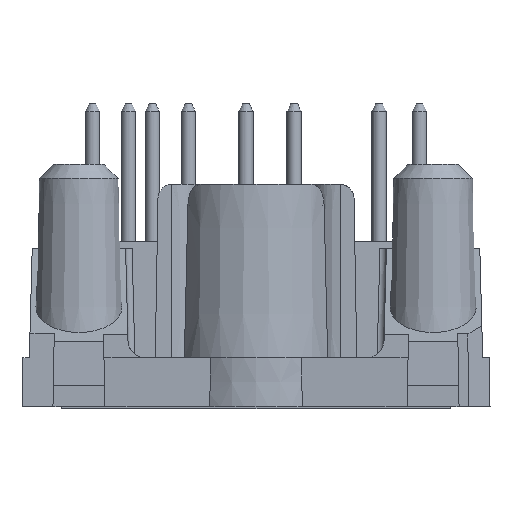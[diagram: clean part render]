
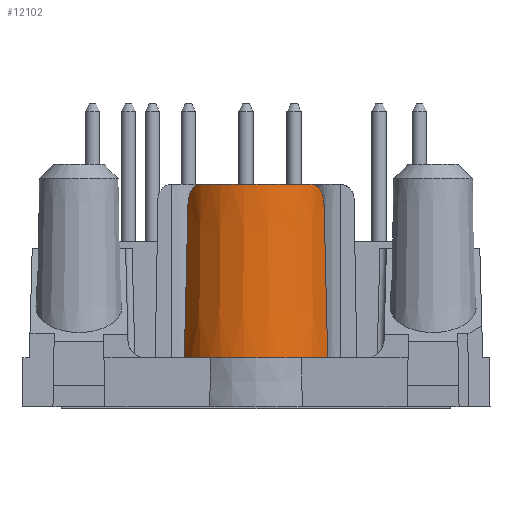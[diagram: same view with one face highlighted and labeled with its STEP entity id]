
A CAD part, left-side view. The second image highlights one B-rep face of the part: STEP entity #12102.
In plain terms, the highlighted conical face has half-angle 1 degrees and reference radius 5.5 mm.
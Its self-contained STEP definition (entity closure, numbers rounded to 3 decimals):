
#110=B_SPLINE_CURVE_WITH_KNOTS('',3,(#16182,#16183,#16184,#16185,#16186,
#16187,#16188,#16189,#16190,#16191,#16192,#16193,#16194,#16195,#16196,#16197,
#16198,#16199,#16200,#16201,#16202,#16203,#16204,#16205,#16206,#16207,#16208,
#16209,#16210,#16211,#16212,#16213,#16214,#16215,#16216,#16217,#16218,#16219,
#16220,#16221),.UNSPECIFIED.,.F.,.F.,(4,1,1,2,2,2,1,1,2,1,2,2,1,1,2,2,2,
2,1,2,2,2,1,1,4),(0.,0.062,0.125,0.187,
0.203,0.219,0.25,0.312,
0.375,0.406,0.422,0.437,
0.5,0.562,0.625,0.641,
0.656,0.687,0.75,0.812,
0.844,0.859,0.875,0.937,
1.),.UNSPECIFIED.);
#112=B_SPLINE_CURVE_WITH_KNOTS('',3,(#16271,#16272,#16273,#16274,#16275,
#16276,#16277,#16278,#16279,#16280,#16281,#16282,#16283,#16284,#16285,#16286,
#16287,#16288,#16289,#16290,#16291,#16292,#16293,#16294,#16295,#16296,#16297,
#16298,#16299,#16300,#16301,#16302,#16303,#16304,#16305,#16306),
 .UNSPECIFIED.,.F.,.F.,(4,1,1,2,2,1,1,2,2,2,1,1,2,2,2,1,1,2,1,2,2,1,4),
(0.,0.062,0.125,0.187,0.219,
0.25,0.312,0.375,0.406,
0.437,0.5,0.562,0.625,
0.641,0.656,0.687,0.75,
0.812,0.844,0.859,0.875,
0.937,1.),.UNSPECIFIED.);
#121=B_SPLINE_CURVE_WITH_KNOTS('',3,(#16615,#16616,#16617,#16618),
 .UNSPECIFIED.,.F.,.F.,(4,4),(0.,1.),.PIECEWISE_BEZIER_KNOTS.);
#124=B_SPLINE_CURVE_WITH_KNOTS('',3,(#16636,#16637,#16638,#16639),
 .UNSPECIFIED.,.F.,.F.,(4,4),(0.,1.),.PIECEWISE_BEZIER_KNOTS.);
#2030=CONICAL_SURFACE('',#12779,5.5,0.017);
#2326=ORIENTED_EDGE('',*,*,#4799,.T.);
#2327=ORIENTED_EDGE('',*,*,#4804,.F.);
#2328=ORIENTED_EDGE('',*,*,#4805,.F.);
#2329=ORIENTED_EDGE('',*,*,#4806,.F.);
#2330=ORIENTED_EDGE('',*,*,#4793,.F.);
#2331=ORIENTED_EDGE('',*,*,#4722,.F.);
#2332=ORIENTED_EDGE('',*,*,#4718,.T.);
#2333=ORIENTED_EDGE('',*,*,#4716,.F.);
#4716=EDGE_CURVE('',#5996,#5997,#110,.T.);
#4718=EDGE_CURVE('',#5998,#5997,#6888,.F.);
#4722=EDGE_CURVE('',#5998,#6001,#112,.T.);
#4793=EDGE_CURVE('',#6001,#6042,#121,.T.);
#4799=EDGE_CURVE('',#5996,#6045,#124,.T.);
#4804=EDGE_CURVE('',#6050,#6045,#6914,.T.);
#4805=EDGE_CURVE('',#6051,#6050,#6915,.T.);
#4806=EDGE_CURVE('',#6042,#6051,#6916,.T.);
#5996=VERTEX_POINT('',#16181);
#5997=VERTEX_POINT('',#16222);
#5998=VERTEX_POINT('',#16226);
#6001=VERTEX_POINT('',#16307);
#6042=VERTEX_POINT('',#16619);
#6045=VERTEX_POINT('',#16635);
#6050=VERTEX_POINT('',#16652);
#6051=VERTEX_POINT('',#16654);
#6888=CIRCLE('',#12713,5.29);
#6914=CIRCLE('',#12780,5.5);
#6915=CIRCLE('',#12781,5.5);
#6916=CIRCLE('',#12782,5.5);
#7182=EDGE_LOOP('',(#2326,#2327,#2328,#2329,#2330,#2331,#2332,#2333));
#7984=FACE_BOUND('',#7182,.T.);
#12102=ADVANCED_FACE('',(#7984),#2030,.T.);
#12713=AXIS2_PLACEMENT_3D('',#16225,#13637,#13638);
#12779=AXIS2_PLACEMENT_3D('',#16650,#13815,#13816);
#12780=AXIS2_PLACEMENT_3D('',#16651,#13817,#13818);
#12781=AXIS2_PLACEMENT_3D('',#16653,#13819,#13820);
#12782=AXIS2_PLACEMENT_3D('',#16655,#13821,#13822);
#13637=DIRECTION('',(0.,0.,1.));
#13638=DIRECTION('',(1.,0.,0.));
#13815=DIRECTION('',(0.,0.,-1.));
#13816=DIRECTION('',(-1.,0.,0.));
#13817=DIRECTION('',(0.,0.,-1.));
#13818=DIRECTION('',(-1.,0.,0.));
#13819=DIRECTION('',(0.,0.,-1.));
#13820=DIRECTION('',(-1.,0.,0.));
#13821=DIRECTION('',(0.,0.,-1.));
#13822=DIRECTION('',(-1.,0.,0.));
#16181=CARTESIAN_POINT('',(-29.929,4.728,13.976));
#16182=CARTESIAN_POINT('',(-29.929,4.728,13.976));
#16183=CARTESIAN_POINT('',(-29.929,4.727,14.026));
#16184=CARTESIAN_POINT('',(-29.934,4.722,14.124));
#16185=CARTESIAN_POINT('',(-29.955,4.709,14.269));
#16186=CARTESIAN_POINT('',(-29.976,4.696,14.363));
#16187=CARTESIAN_POINT('',(-29.993,4.686,14.422));
#16188=CARTESIAN_POINT('',(-29.996,4.684,14.434));
#16189=CARTESIAN_POINT('',(-30.003,4.68,14.457));
#16190=CARTESIAN_POINT('',(-30.007,4.677,14.469));
#16191=CARTESIAN_POINT('',(-30.018,4.671,14.504));
#16192=CARTESIAN_POINT('',(-30.042,4.656,14.572));
#16193=CARTESIAN_POINT('',(-30.089,4.628,14.682));
#16194=CARTESIAN_POINT('',(-30.134,4.601,14.765));
#16195=CARTESIAN_POINT('',(-30.17,4.579,14.825));
#16196=CARTESIAN_POINT('',(-30.188,4.568,14.855));
#16197=CARTESIAN_POINT('',(-30.208,4.556,14.884));
#16198=CARTESIAN_POINT('',(-30.221,4.547,14.903));
#16199=CARTESIAN_POINT('',(-30.228,4.543,14.912));
#16200=CARTESIAN_POINT('',(-30.262,4.522,14.959));
#16201=CARTESIAN_POINT('',(-30.319,4.485,15.031));
#16202=CARTESIAN_POINT('',(-30.411,4.424,15.127));
#16203=CARTESIAN_POINT('',(-30.477,4.378,15.184));
#16204=CARTESIAN_POINT('',(-30.52,4.348,15.217));
#16205=CARTESIAN_POINT('',(-30.528,4.342,15.223));
#16206=CARTESIAN_POINT('',(-30.546,4.33,15.236));
#16207=CARTESIAN_POINT('',(-30.554,4.323,15.242));
#16208=CARTESIAN_POINT('',(-30.58,4.304,15.261));
#16209=CARTESIAN_POINT('',(-30.598,4.292,15.272));
#16210=CARTESIAN_POINT('',(-30.651,4.252,15.305));
#16211=CARTESIAN_POINT('',(-30.722,4.198,15.345));
#16212=CARTESIAN_POINT('',(-30.795,4.14,15.376));
#16213=CARTESIAN_POINT('',(-30.849,4.095,15.396));
#16214=CARTESIAN_POINT('',(-30.868,4.08,15.403));
#16215=CARTESIAN_POINT('',(-30.896,4.057,15.411));
#16216=CARTESIAN_POINT('',(-30.905,4.049,15.414));
#16217=CARTESIAN_POINT('',(-30.923,4.033,15.419));
#16218=CARTESIAN_POINT('',(-30.969,3.994,15.431));
#16219=CARTESIAN_POINT('',(-31.052,3.921,15.446));
#16220=CARTESIAN_POINT('',(-31.124,3.854,15.45));
#16221=CARTESIAN_POINT('',(-31.16,3.819,15.45));
#16222=CARTESIAN_POINT('',(-31.16,3.819,15.45));
#16225=CARTESIAN_POINT('',(-27.5,0.,15.45));
#16226=CARTESIAN_POINT('',(-31.16,-3.819,15.45));
#16271=CARTESIAN_POINT('',(-31.16,-3.819,15.45));
#16272=CARTESIAN_POINT('',(-31.124,-3.854,15.45));
#16273=CARTESIAN_POINT('',(-31.052,-3.921,15.446));
#16274=CARTESIAN_POINT('',(-30.943,-4.017,15.426));
#16275=CARTESIAN_POINT('',(-30.87,-4.079,15.404));
#16276=CARTESIAN_POINT('',(-30.815,-4.124,15.384));
#16277=CARTESIAN_POINT('',(-30.796,-4.139,15.377));
#16278=CARTESIAN_POINT('',(-30.76,-4.168,15.361));
#16279=CARTESIAN_POINT('',(-30.705,-4.211,15.336));
#16280=CARTESIAN_POINT('',(-30.616,-4.279,15.286));
#16281=CARTESIAN_POINT('',(-30.547,-4.329,15.238));
#16282=CARTESIAN_POINT('',(-30.496,-4.365,15.198));
#16283=CARTESIAN_POINT('',(-30.479,-4.376,15.185));
#16284=CARTESIAN_POINT('',(-30.446,-4.399,15.156));
#16285=CARTESIAN_POINT('',(-30.43,-4.411,15.142));
#16286=CARTESIAN_POINT('',(-30.381,-4.444,15.096));
#16287=CARTESIAN_POINT('',(-30.319,-4.485,15.032));
#16288=CARTESIAN_POINT('',(-30.234,-4.539,14.925));
#16289=CARTESIAN_POINT('',(-30.183,-4.571,14.848));
#16290=CARTESIAN_POINT('',(-30.153,-4.589,14.797));
#16291=CARTESIAN_POINT('',(-30.147,-4.593,14.787));
#16292=CARTESIAN_POINT('',(-30.135,-4.6,14.766));
#16293=CARTESIAN_POINT('',(-30.129,-4.604,14.756));
#16294=CARTESIAN_POINT('',(-30.113,-4.614,14.724));
#16295=CARTESIAN_POINT('',(-30.08,-4.634,14.661));
#16296=CARTESIAN_POINT('',(-30.033,-4.662,14.551));
#16297=CARTESIAN_POINT('',(-30.003,-4.679,14.46));
#16298=CARTESIAN_POINT('',(-29.984,-4.691,14.39));
#16299=CARTESIAN_POINT('',(-29.975,-4.697,14.354));
#16300=CARTESIAN_POINT('',(-29.967,-4.702,14.318));
#16301=CARTESIAN_POINT('',(-29.962,-4.705,14.294));
#16302=CARTESIAN_POINT('',(-29.959,-4.706,14.282));
#16303=CARTESIAN_POINT('',(-29.948,-4.713,14.222));
#16304=CARTESIAN_POINT('',(-29.934,-4.722,14.124));
#16305=CARTESIAN_POINT('',(-29.929,-4.727,14.026));
#16306=CARTESIAN_POINT('',(-29.929,-4.728,13.976));
#16307=CARTESIAN_POINT('',(-29.929,-4.728,13.976));
#16615=CARTESIAN_POINT('',(-29.929,-4.728,13.976));
#16616=CARTESIAN_POINT('',(-29.9,-4.812,10.451));
#16617=CARTESIAN_POINT('',(-29.871,-4.895,6.925));
#16618=CARTESIAN_POINT('',(-29.841,-4.977,3.4));
#16619=CARTESIAN_POINT('',(-29.841,-4.977,3.4));
#16635=CARTESIAN_POINT('',(-29.841,4.977,3.4));
#16636=CARTESIAN_POINT('',(-29.929,4.728,13.976));
#16637=CARTESIAN_POINT('',(-29.9,4.812,10.451));
#16638=CARTESIAN_POINT('',(-29.871,4.895,6.925));
#16639=CARTESIAN_POINT('',(-29.841,4.977,3.4));
#16650=CARTESIAN_POINT('',(-27.5,0.,3.4));
#16651=CARTESIAN_POINT('',(-27.5,0.,3.4));
#16652=CARTESIAN_POINT('',(-32.,3.162,3.4));
#16653=CARTESIAN_POINT('',(-27.5,0.,3.4));
#16654=CARTESIAN_POINT('',(-32.,-3.162,3.4));
#16655=CARTESIAN_POINT('',(-27.5,0.,3.4));
